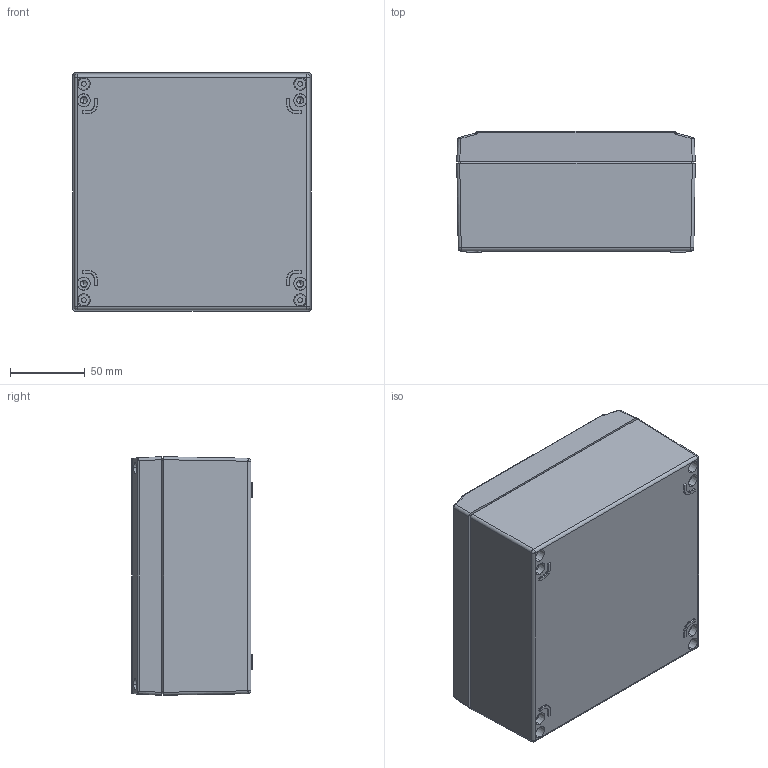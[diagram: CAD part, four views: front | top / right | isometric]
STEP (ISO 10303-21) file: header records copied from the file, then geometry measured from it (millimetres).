
FILE_DESCRIPTION (( 'STEP AP214' ), '1' );
FILE_NAME ('04161608.STEP', '2011-08-02T08:54:20', ( ' ' ), ( '' ), 'SwSTEP 2.0', 'SolidWorks 2010', '' );
FILE_SCHEMA (( 'AUTOMOTIVE_DESIGN' ));
Length unit declared in the file: millimetre
Products named in the file (5): 01177_M4 Gewinde Bearbeitung; 02177; 82003; 93132; 04161608
Assembly tree (7 placements, depth 2):
  04161608
    93132  x4
    82003
    01177_M4 Gewinde Bearbeitung
    02177
Bounding box: 160 x 81 x 160 mm (x, y, z)
Volume: 397533.2 mm3; surface area: 211606 mm2
Topology: 7 solids, 7 shells, 1023 faces, 2415 edges, 1422 vertices
Faces by surface type: cylinder 260, plane 255, bspline 204, cone 200, torus 76, sphere 28
Entity records: 31135 total; most frequent: CARTESIAN_POINT 10821, ORIENTED_EDGE 4354, DIRECTION 4023, EDGE_CURVE 2177, AXIS2_PLACEMENT_3D 1578, VERTEX_POINT 1296, EDGE_LOOP 1019, FACE_OUTER_BOUND 942
